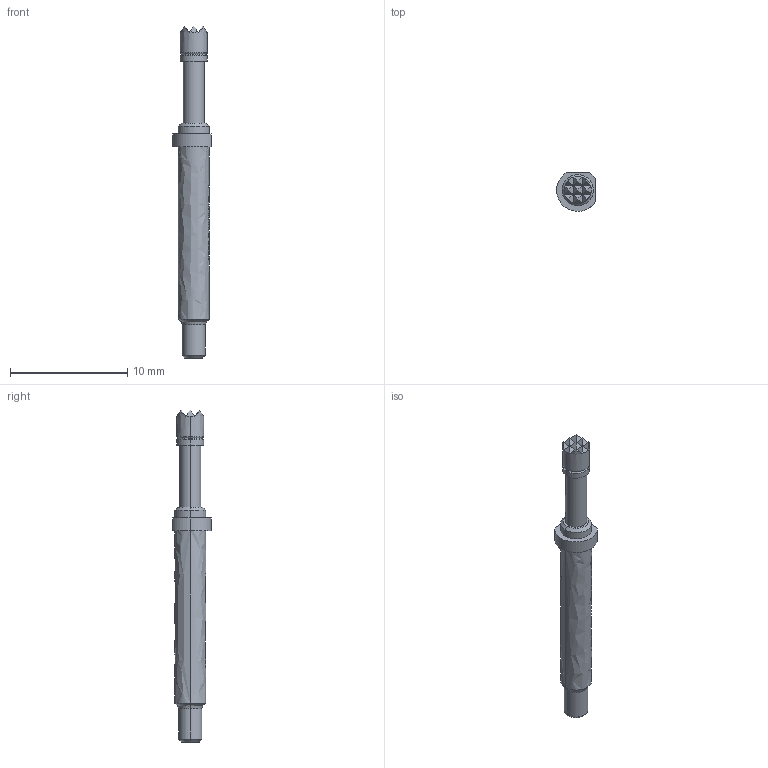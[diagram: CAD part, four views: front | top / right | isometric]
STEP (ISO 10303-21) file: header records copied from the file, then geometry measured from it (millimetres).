
FILE_DESCRIPTION(('STEP'), '1');
FILE_NAME('', '2022-08-04T08:07:20', (''), (''), 'Express v3.0.0.0', 'Express Tool', 'Unknown');
FILE_SCHEMA(('AUTOMOTIVE_DESIGN'));
Length unit declared in the file: millimetre
Products named in the file (1): MOD-F73306B230GxxxC
Bounding box: 3.3 x 3.3 x 28.3 mm (x, y, z)
Volume: 129.8 mm3; surface area: 243.3 mm2
Topology: 1 solids, 1 shells, 211 faces, 557 edges, 357 vertices
Faces by surface type: bspline 211
Entity records: 10399 total; most frequent: CARTESIAN_POINT 7127, ORIENTED_EDGE 1114, EDGE_CURVE 557, B_SPLINE_CURVE_WITH_KNOTS 401, VERTEX_POINT 357, EDGE_LOOP 220, ADVANCED_FACE 211, FACE_OUTER_BOUND 211
